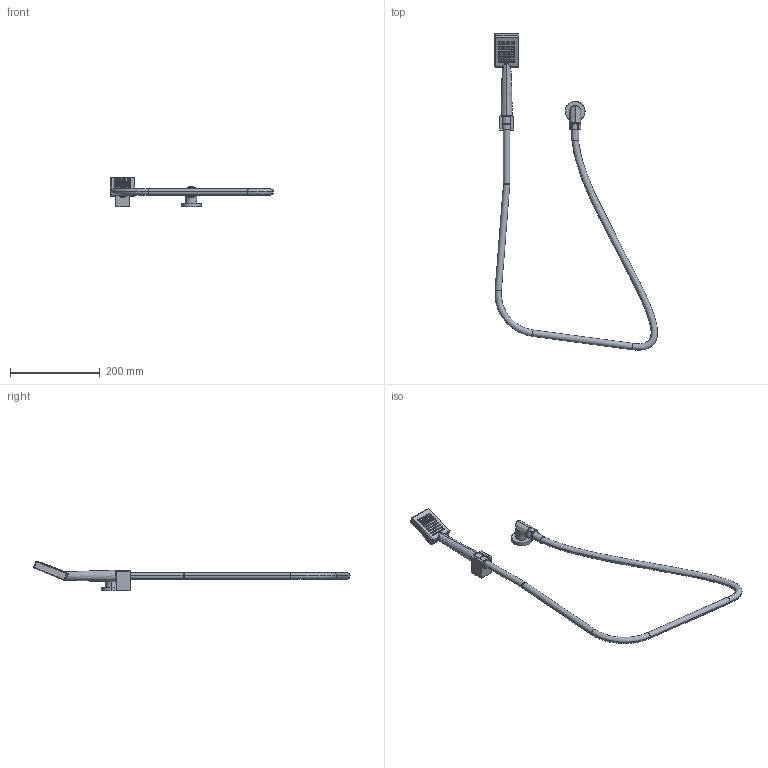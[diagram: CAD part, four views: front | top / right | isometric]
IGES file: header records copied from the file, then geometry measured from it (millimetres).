
Start section:  PTC IGES file: 280j.igs
Global section: file name: 280j.igs; native system: Creo Parametric by PTC Inc.; preprocessor: 2019352; author: rsmith; organization: Unknown; date: 20230216.093108; units: inch
Bounding box: 362.54 x 703.56 x 66.04 mm (x, y, z)
Surface area: 98031.5 mm2 (no closed solid volume)
Topology: 0 solids, 0 shells, 676 faces, 2752 edges, 2752 vertices
Faces by surface type: revolution 496, bspline 180
